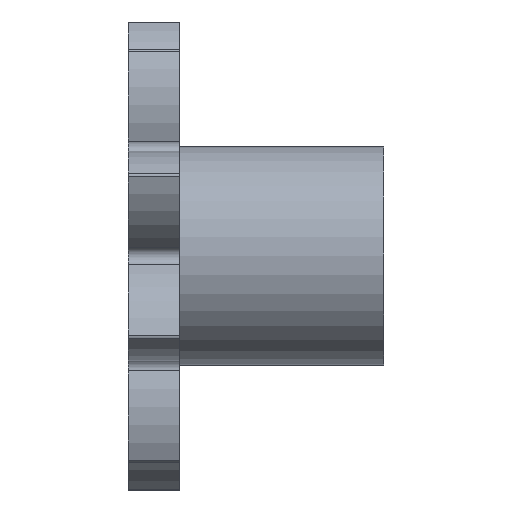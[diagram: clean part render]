
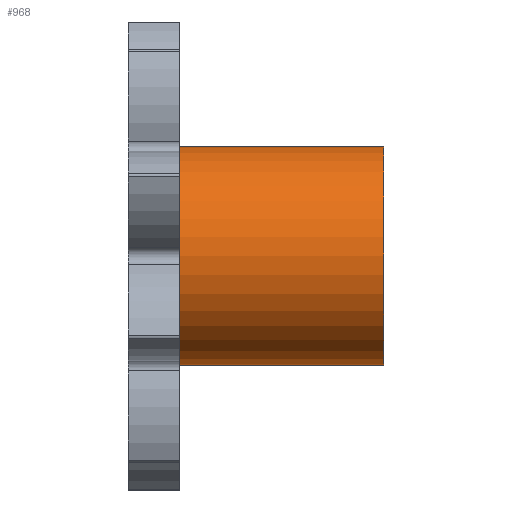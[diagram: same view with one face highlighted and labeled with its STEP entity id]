
A CAD part, front view. The second image highlights one B-rep face of the part: STEP entity #968.
In plain terms, the highlighted cylindrical face has radius 3 mm (diameter 6 mm), a partial arc.
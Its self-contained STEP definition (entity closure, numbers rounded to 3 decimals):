
#32 = CARTESIAN_POINT ( 'NONE',  ( 7., 0., -3. ) ) ;
#46 = FACE_OUTER_BOUND ( 'NONE', #176, .T. ) ;
#56 = VERTEX_POINT ( 'NONE', #907 ) ;
#66 = EDGE_CURVE ( 'NONE', #1029, #56, #80, .T. ) ;
#80 = CIRCLE ( 'NONE', #630, 3. ) ;
#115 = DIRECTION ( 'NONE',  ( 0., 0., -1. ) ) ;
#176 = EDGE_LOOP ( 'NONE', ( #625, #319, #1578, #350 ) ) ;
#240 = DIRECTION ( 'NONE',  ( -1., 0., 0. ) ) ;
#319 = ORIENTED_EDGE ( 'NONE', *, *, #1598, .F. ) ;
#346 = CARTESIAN_POINT ( 'NONE',  ( 7., 0., 0. ) ) ;
#350 = ORIENTED_EDGE ( 'NONE', *, *, #66, .T. ) ;
#432 = VERTEX_POINT ( 'NONE', #32 ) ;
#460 = CARTESIAN_POINT ( 'NONE',  ( 7., 0., -3. ) ) ;
#482 = DIRECTION ( 'NONE',  ( 1., 0., 0. ) ) ;
#483 = VERTEX_POINT ( 'NONE', #1365 ) ;
#564 = LINE ( 'NONE', #460, #920 ) ;
#570 = CARTESIAN_POINT ( 'NONE',  ( 7., 0., 0. ) ) ;
#597 = DIRECTION ( 'NONE',  ( -1., 0., 0. ) ) ;
#625 = ORIENTED_EDGE ( 'NONE', *, *, #1031, .F. ) ;
#630 = AXIS2_PLACEMENT_3D ( 'NONE', #1470, #657, #115 ) ;
#657 = DIRECTION ( 'NONE',  ( 1., 0., 0. ) ) ;
#864 = CARTESIAN_POINT ( 'NONE',  ( 1.4, 0., 3. ) ) ;
#899 = VECTOR ( 'NONE', #240, 1000. ) ;
#907 = CARTESIAN_POINT ( 'NONE',  ( 1.4, 0., -3. ) ) ;
#920 = VECTOR ( 'NONE', #597, 1000. ) ;
#955 = CIRCLE ( 'NONE', #1375, 3. ) ;
#968 = ADVANCED_FACE ( 'NONE', ( #46 ), #1111, .T. ) ;
#1029 = VERTEX_POINT ( 'NONE', #864 ) ;
#1031 = EDGE_CURVE ( 'NONE', #432, #56, #564, .T. ) ;
#1111 = CYLINDRICAL_SURFACE ( 'NONE', #1341, 3. ) ;
#1119 = DIRECTION ( 'NONE',  ( -1., 0., 0. ) ) ;
#1145 = DIRECTION ( 'NONE',  ( 0., 0., -1. ) ) ;
#1193 = LINE ( 'NONE', #1434, #899 ) ;
#1341 = AXIS2_PLACEMENT_3D ( 'NONE', #570, #1119, #1634 ) ;
#1365 = CARTESIAN_POINT ( 'NONE',  ( 7., 0., 3. ) ) ;
#1375 = AXIS2_PLACEMENT_3D ( 'NONE', #346, #482, #1145 ) ;
#1434 = CARTESIAN_POINT ( 'NONE',  ( 7., 0., 3. ) ) ;
#1470 = CARTESIAN_POINT ( 'NONE',  ( 1.4, 0., 0. ) ) ;
#1578 = ORIENTED_EDGE ( 'NONE', *, *, #1640, .T. ) ;
#1598 = EDGE_CURVE ( 'NONE', #483, #432, #955, .T. ) ;
#1634 = DIRECTION ( 'NONE',  ( 0., 0., 1. ) ) ;
#1640 = EDGE_CURVE ( 'NONE', #483, #1029, #1193, .T. ) ;
